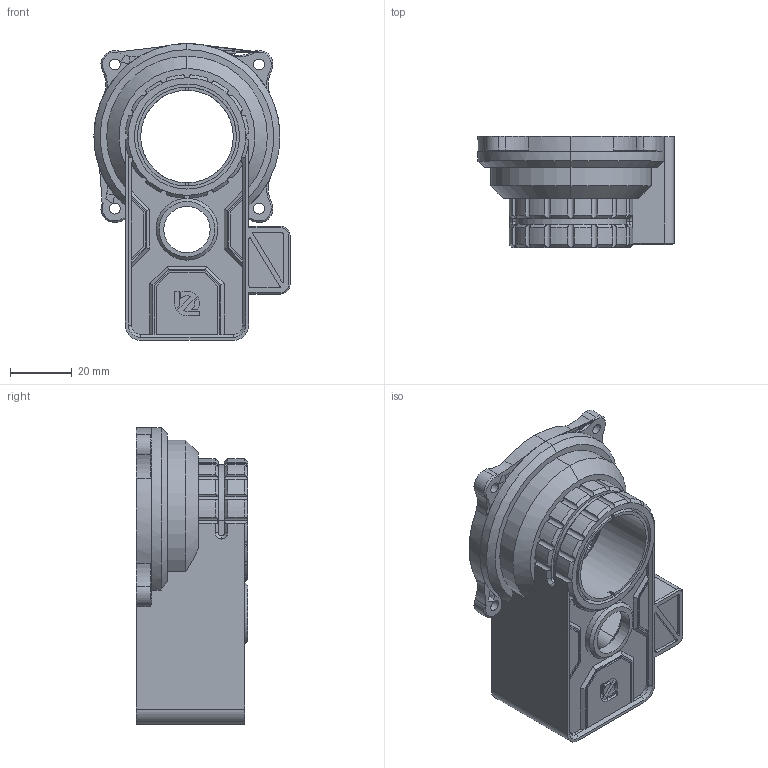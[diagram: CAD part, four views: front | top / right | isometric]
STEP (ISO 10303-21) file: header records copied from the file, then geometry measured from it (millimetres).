
FILE_DESCRIPTION(('HOOPS Exchange Step'),'2;1');
FILE_NAME('temp_export','2024-05-07T15:04:47+09:00',('mobile'),('Shapr3D Limited'),'HOOPS Exchange 2024.2','Shapr3D','Authorized');
FILE_SCHEMA( ('AUTOMOTIVE_DESIGN { 1 0 10303 214 1 1 1 1 }') );
Length unit declared in the file: millimetre
Products named in the file (1): Front-TH_Hikmicro-mini2
Bounding box: 63.45 x 36 x 96.1 mm (x, y, z)
Volume: 65947 mm3; surface area: 28456.9 mm2
Topology: 1 solids, 1 shells, 364 faces, 991 edges, 640 vertices
Faces by surface type: cylinder 153, plane 143, cone 67, bspline 1
Full cylindrical faces by diameter (mm): 1 x4, 3.2 x2, 3.5 x4, 15 x1, 20 x1, 30 x1, 34 x1
Entity records: 13885 total; most frequent: CARTESIAN_POINT 4598, ORIENTED_EDGE 1982, DIRECTION 1923, EDGE_CURVE 991, AXIS2_PLACEMENT_3D 700, VERTEX_POINT 640, VECTOR 523, LINE 523
